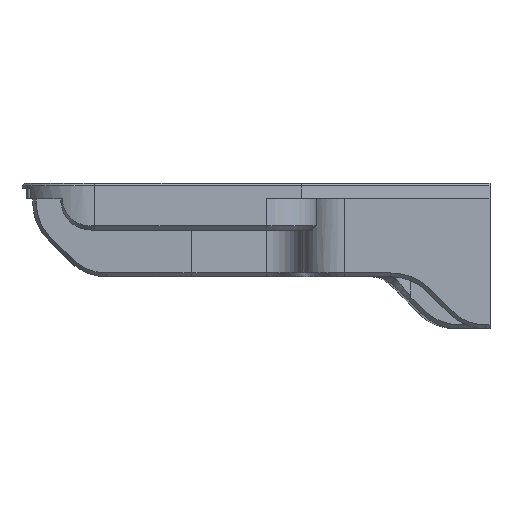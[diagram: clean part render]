
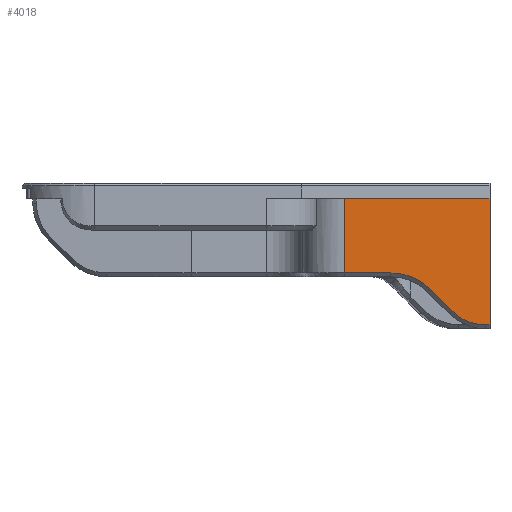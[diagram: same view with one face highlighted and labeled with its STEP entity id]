
A CAD part, left-side view. The second image highlights one B-rep face of the part: STEP entity #4018.
In plain terms, the highlighted planar face has unit normal (-1, 0, 0).
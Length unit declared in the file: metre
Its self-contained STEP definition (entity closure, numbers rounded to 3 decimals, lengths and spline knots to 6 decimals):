
#387=CIRCLE('',#4416,0.009257);
#388=CIRCLE('',#4417,0.010743);
#1005=ORIENTED_EDGE('',*,*,#1981,.T.);
#1006=ORIENTED_EDGE('',*,*,#1982,.T.);
#1007=ORIENTED_EDGE('',*,*,#1849,.T.);
#1008=ORIENTED_EDGE('',*,*,#1614,.T.);
#1009=ORIENTED_EDGE('',*,*,#1983,.T.);
#1010=ORIENTED_EDGE('',*,*,#1984,.T.);
#1011=ORIENTED_EDGE('',*,*,#1985,.T.);
#1012=ORIENTED_EDGE('',*,*,#1986,.T.);
#1614=EDGE_CURVE('',#2199,#2198,#2586,.T.);
#1849=EDGE_CURVE('',#2421,#2199,#2697,.T.);
#1981=EDGE_CURVE('',#2490,#2491,#387,.F.);
#1982=EDGE_CURVE('',#2491,#2421,#2802,.T.);
#1983=EDGE_CURVE('',#2198,#2492,#2803,.F.);
#1984=EDGE_CURVE('',#2492,#2493,#2804,.T.);
#1985=EDGE_CURVE('',#2493,#2494,#388,.T.);
#1986=EDGE_CURVE('',#2494,#2490,#2805,.T.);
#2198=VERTEX_POINT('',#5760);
#2199=VERTEX_POINT('',#5762);
#2421=VERTEX_POINT('',#6250);
#2490=VERTEX_POINT('',#6580);
#2491=VERTEX_POINT('',#6581);
#2492=VERTEX_POINT('',#6584);
#2493=VERTEX_POINT('',#6586);
#2494=VERTEX_POINT('',#6588);
#2586=LINE('',#5761,#2888);
#2697=LINE('',#6249,#2999);
#2802=LINE('',#6582,#3104);
#2803=LINE('',#6583,#3105);
#2804=LINE('',#6585,#3106);
#2805=LINE('',#6589,#3107);
#2888=VECTOR('',#4619,1.);
#2999=VECTOR('',#5010,1.);
#3104=VECTOR('',#5281,1.);
#3105=VECTOR('',#5282,1.);
#3106=VECTOR('',#5283,1.);
#3107=VECTOR('',#5286,1.);
#3321=EDGE_LOOP('',(#1005,#1006,#1007,#1008,#1009,#1010,#1011,#1012));
#3637=FACE_BOUND('',#3321,.T.);
#3877=PLANE('',#4415);
#4018=ADVANCED_FACE('',(#3637),#3877,.F.);
#4415=AXIS2_PLACEMENT_3D('',#6578,#5277,#5278);
#4416=AXIS2_PLACEMENT_3D('',#6579,#5279,#5280);
#4417=AXIS2_PLACEMENT_3D('',#6587,#5284,#5285);
#4619=DIRECTION('',(0.,1.,0.));
#5010=DIRECTION('',(0.,0.,1.));
#5277=DIRECTION('',(1.,0.,0.));
#5278=DIRECTION('',(0.,1.,0.));
#5279=DIRECTION('',(1.,0.,0.));
#5280=DIRECTION('',(0.,1.,0.));
#5281=DIRECTION('',(0.,-1.,0.));
#5282=DIRECTION('',(0.,0.,1.));
#5283=DIRECTION('',(0.,-1.,0.));
#5284=DIRECTION('',(1.,0.,0.));
#5285=DIRECTION('',(0.,1.,0.));
#5286=DIRECTION('',(0.,-0.707,-0.707));
#5760=CARTESIAN_POINT('',(-0.009,-0.057,0.0125));
#5761=CARTESIAN_POINT('',(-0.009,-0.059535,0.0125));
#5762=CARTESIAN_POINT('',(-0.009,-0.085,0.0125));
#6249=CARTESIAN_POINT('',(-0.009,-0.085,-0.0025));
#6250=CARTESIAN_POINT('',(-0.009,-0.085,-0.011757));
#6578=CARTESIAN_POINT('',(-0.009,-0.059535,-0.0025));
#6579=CARTESIAN_POINT('',(-0.009,-0.084211,-0.0025));
#6580=CARTESIAN_POINT('',(-0.009,-0.077666,-0.009046));
#6581=CARTESIAN_POINT('',(-0.009,-0.084211,-0.011757));
#6582=CARTESIAN_POINT('',(-0.009,-0.085,-0.011757));
#6583=CARTESIAN_POINT('',(-0.009,-0.057,-0.0025));
#6584=CARTESIAN_POINT('',(-0.009,-0.057,-0.001757));
#6585=CARTESIAN_POINT('',(-0.009,-0.065927,-0.001757));
#6586=CARTESIAN_POINT('',(-0.009,-0.065927,-0.001757));
#6587=CARTESIAN_POINT('',(-0.009,-0.065927,-0.0125));
#6588=CARTESIAN_POINT('',(-0.009,-0.073524,-0.004903));
#6589=CARTESIAN_POINT('',(-0.009,-0.077666,-0.009046));
